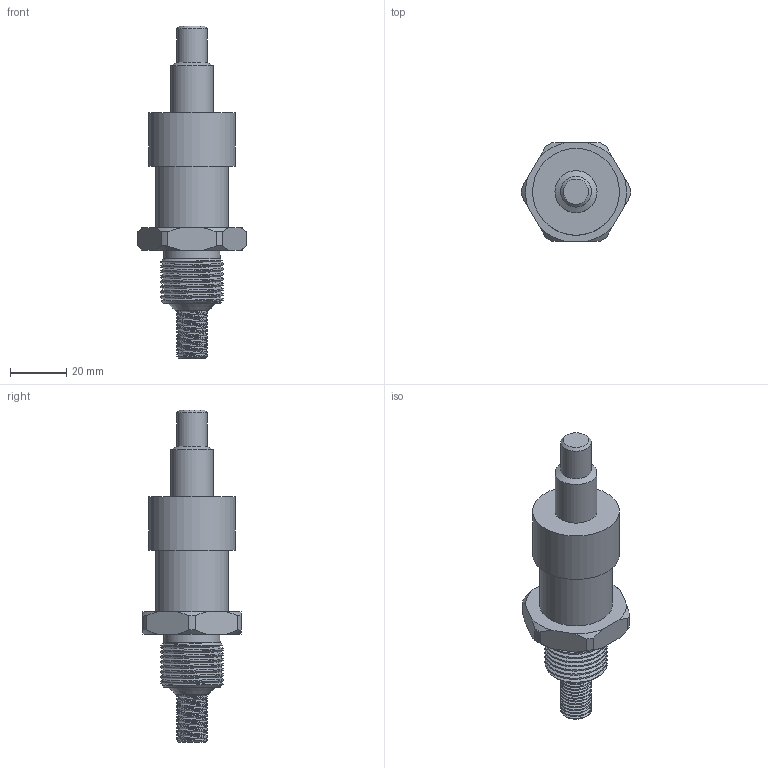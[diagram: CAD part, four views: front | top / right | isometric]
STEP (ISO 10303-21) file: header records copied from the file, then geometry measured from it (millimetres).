
FILE_DESCRIPTION(/* description */ (''),/* implementation_level */ '2;1');
FILE_NAME(/* name */ 'BH1M.stp',/* time_stamp */ '2014-11-28T13:41:49+01:00',/* author */ ('sh'),/* organization */ (''),/* preprocessor_version */ 'ST-DEVELOPER v15.2',/* originating_system */ 'Autodesk Inventor 2014',/* authorisation */ '');
FILE_SCHEMA (('AUTOMOTIVE_DESIGN { 1 0 10303 214 3 1 1 }'));
Length unit declared in the file: millimetre
Products named in the file (1): BH1M
Bounding box: 38.99 x 35 x 118.5 mm (x, y, z)
Volume: 47125.6 mm3; surface area: 11585.7 mm2
Topology: 1 solids, 1 shells, 56 faces, 135 edges, 88 vertices
Faces by surface type: plane 18, cone 18, cylinder 16, bspline 4
Full cylindrical faces by diameter (mm): 11 x1, 15 x1, 20 x1, 25.5 x1, 26 x1, 30 x1, 31 x1
Entity records: 5556 total; most frequent: CARTESIAN_POINT 4306, ORIENTED_EDGE 244, DIRECTION 231, EDGE_CURVE 122, AXIS2_PLACEMENT_3D 102, VERTEX_POINT 86, EDGE_LOOP 74, ADVANCED_FACE 56
